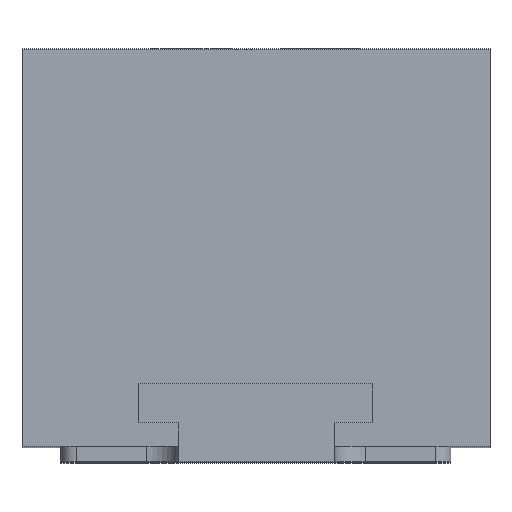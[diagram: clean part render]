
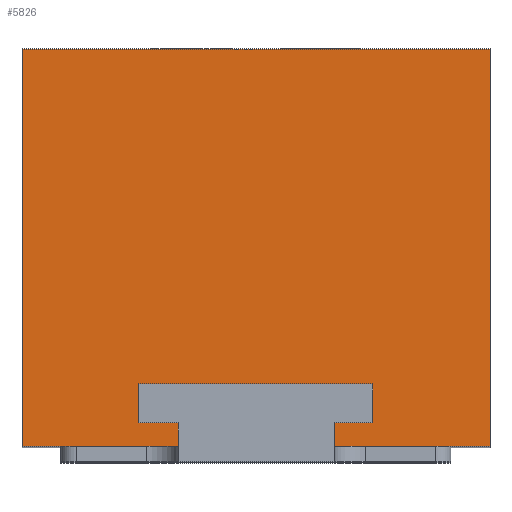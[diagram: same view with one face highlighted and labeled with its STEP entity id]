
A CAD part, top view. The second image highlights one B-rep face of the part: STEP entity #5826.
In plain terms, the highlighted planar face has unit normal (0, 0, 1).
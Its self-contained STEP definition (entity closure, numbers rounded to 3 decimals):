
#735=FACE_OUTER_BOUND('',#1044,.T.);
#1044=EDGE_LOOP('',(#4661,#4662,#4663,#4664,#4665,#4666,#4667,#4668,#4669,
#4670,#4671,#4672));
#1333=LINE('',#8558,#1850);
#1523=LINE('',#10155,#2040);
#1527=LINE('',#10163,#2044);
#1528=LINE('',#10165,#2045);
#1529=LINE('',#10167,#2046);
#1530=LINE('',#10169,#2047);
#1531=LINE('',#10171,#2048);
#1532=LINE('',#10173,#2049);
#1533=LINE('',#10175,#2050);
#1534=LINE('',#10177,#2051);
#1535=LINE('',#10179,#2052);
#1536=LINE('',#10180,#2053);
#1850=VECTOR('',#6563,10.);
#2040=VECTOR('',#6929,10.);
#2044=VECTOR('',#6935,10.);
#2045=VECTOR('',#6936,10.);
#2046=VECTOR('',#6937,10.);
#2047=VECTOR('',#6938,10.);
#2048=VECTOR('',#6939,10.);
#2049=VECTOR('',#6940,10.);
#2050=VECTOR('',#6941,10.);
#2051=VECTOR('',#6942,10.);
#2052=VECTOR('',#6943,10.);
#2053=VECTOR('',#6944,10.);
#2375=VERTEX_POINT('',#8556);
#2376=VERTEX_POINT('',#8557);
#2607=VERTEX_POINT('',#10154);
#2610=VERTEX_POINT('',#10162);
#2611=VERTEX_POINT('',#10164);
#2612=VERTEX_POINT('',#10166);
#2613=VERTEX_POINT('',#10168);
#2614=VERTEX_POINT('',#10170);
#2615=VERTEX_POINT('',#10172);
#2616=VERTEX_POINT('',#10174);
#2617=VERTEX_POINT('',#10176);
#2618=VERTEX_POINT('',#10178);
#3033=EDGE_CURVE('',#2375,#2376,#1333,.T.);
#3381=EDGE_CURVE('',#2375,#2607,#1523,.T.);
#3385=EDGE_CURVE('',#2376,#2610,#1527,.T.);
#3386=EDGE_CURVE('',#2611,#2610,#1528,.T.);
#3387=EDGE_CURVE('',#2611,#2612,#1529,.T.);
#3388=EDGE_CURVE('',#2612,#2613,#1530,.T.);
#3389=EDGE_CURVE('',#2613,#2614,#1531,.T.);
#3390=EDGE_CURVE('',#2614,#2615,#1532,.T.);
#3391=EDGE_CURVE('',#2615,#2616,#1533,.T.);
#3392=EDGE_CURVE('',#2616,#2617,#1534,.T.);
#3393=EDGE_CURVE('',#2617,#2618,#1535,.T.);
#3394=EDGE_CURVE('',#2607,#2618,#1536,.T.);
#4661=ORIENTED_EDGE('',*,*,#3033,.T.);
#4662=ORIENTED_EDGE('',*,*,#3385,.T.);
#4663=ORIENTED_EDGE('',*,*,#3386,.F.);
#4664=ORIENTED_EDGE('',*,*,#3387,.T.);
#4665=ORIENTED_EDGE('',*,*,#3388,.T.);
#4666=ORIENTED_EDGE('',*,*,#3389,.T.);
#4667=ORIENTED_EDGE('',*,*,#3390,.T.);
#4668=ORIENTED_EDGE('',*,*,#3391,.T.);
#4669=ORIENTED_EDGE('',*,*,#3392,.T.);
#4670=ORIENTED_EDGE('',*,*,#3393,.T.);
#4671=ORIENTED_EDGE('',*,*,#3394,.F.);
#4672=ORIENTED_EDGE('',*,*,#3381,.F.);
#5255=PLANE('',#6068);
#5826=ADVANCED_FACE('',(#735),#5255,.T.);
#6068=AXIS2_PLACEMENT_3D('',#10161,#6933,#6934);
#6563=DIRECTION('',(-1.,0.,0.));
#6929=DIRECTION('',(0.,-1.,0.));
#6933=DIRECTION('center_axis',(0.,0.,1.));
#6934=DIRECTION('ref_axis',(-1.,0.,0.));
#6935=DIRECTION('',(0.,-1.,0.));
#6936=DIRECTION('',(-1.,0.,0.));
#6937=DIRECTION('',(0.,1.,0.));
#6938=DIRECTION('',(-1.,0.,0.));
#6939=DIRECTION('',(0.,1.,0.));
#6940=DIRECTION('',(1.,0.,0.));
#6941=DIRECTION('',(0.,-1.,0.));
#6942=DIRECTION('',(-1.,0.,0.));
#6943=DIRECTION('',(0.,-1.,0.));
#6944=DIRECTION('',(-1.,0.,0.));
#8556=CARTESIAN_POINT('',(0.3,0.529,0.5));
#8557=CARTESIAN_POINT('',(-0.3,0.529,0.5));
#8558=CARTESIAN_POINT('',(0.15,0.529,0.5));
#10154=CARTESIAN_POINT('',(0.3,0.02,0.5));
#10155=CARTESIAN_POINT('',(0.3,0.53,0.5));
#10161=CARTESIAN_POINT('Origin',(0.3,0.53,0.5));
#10162=CARTESIAN_POINT('',(-0.3,0.02,0.5));
#10163=CARTESIAN_POINT('',(-0.3,0.53,0.5));
#10164=CARTESIAN_POINT('',(-0.1,0.02,0.5));
#10165=CARTESIAN_POINT('',(-0.3,0.02,0.5));
#10166=CARTESIAN_POINT('',(-0.1,0.05,0.5));
#10167=CARTESIAN_POINT('',(-0.1,0.265,0.5));
#10168=CARTESIAN_POINT('',(-0.15,0.05,0.5));
#10169=CARTESIAN_POINT('',(0.1,0.05,0.5));
#10170=CARTESIAN_POINT('',(-0.15,0.1,0.5));
#10171=CARTESIAN_POINT('',(-0.15,0.29,0.5));
#10172=CARTESIAN_POINT('',(0.15,0.1,0.5));
#10173=CARTESIAN_POINT('',(0.075,0.1,0.5));
#10174=CARTESIAN_POINT('',(0.15,0.05,0.5));
#10175=CARTESIAN_POINT('',(0.15,0.315,0.5));
#10176=CARTESIAN_POINT('',(0.1,0.05,0.5));
#10177=CARTESIAN_POINT('',(0.225,0.05,0.5));
#10178=CARTESIAN_POINT('',(0.1,0.02,0.5));
#10179=CARTESIAN_POINT('',(0.1,0.29,0.5));
#10180=CARTESIAN_POINT('',(-0.3,0.02,0.5));
